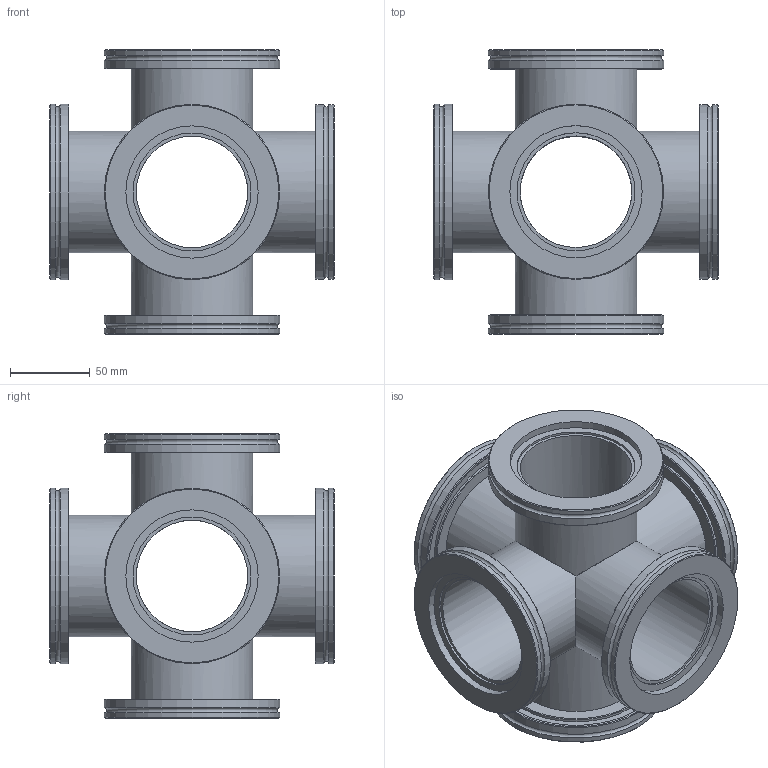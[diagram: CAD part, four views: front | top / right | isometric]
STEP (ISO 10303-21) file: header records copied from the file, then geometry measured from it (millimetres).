
FILE_DESCRIPTION(/* description */ (''),/* implementation_level */ '2;1');
FILE_NAME(/* name */ 'FL-6X80LF.stp',/* time_stamp */ '2019-02-11T15:11:07+00:00',/* author */ ('paul'),/* organization */ (''),/* preprocessor_version */ 'ST-DEVELOPER v17.2',/* originating_system */ 'Autodesk Inventor 2019',/* authorisation */ '');
FILE_SCHEMA (('AUTOMOTIVE_DESIGN { 1 0 10303 214 3 1 1 }'));
Length unit declared in the file: millimetre
Products named in the file (3): FL-5X40KF; TUBE; FL-80LF-W
Assembly tree (12 placements, depth 2):
  FL-5X40KF
    TUBE  x6
    FL-80LF-W  x6
Bounding box: 178.4 x 178.4 x 178.4 mm (x, y, z)
Volume: 517378.2 mm3; surface area: 262711.1 mm2
Topology: 12 solids, 12 shells, 150 faces, 384 edges, 276 vertices
Faces by surface type: plane 66, cylinder 54, cone 24, torus 6
Full cylindrical faces by diameter (mm): 70 x6, 74 x6, 76.2 x6, 76.4 x6, 83 x6, 93 x6, 105 x6, 110 x12
Entity records: 998 total; most frequent: DIRECTION 191, CARTESIAN_POINT 150, ORIENTED_EDGE 128, AXIS2_PLACEMENT_3D 87, EDGE_CURVE 64, VERTEX_POINT 46, CIRCLE 37, EDGE_LOOP 32
